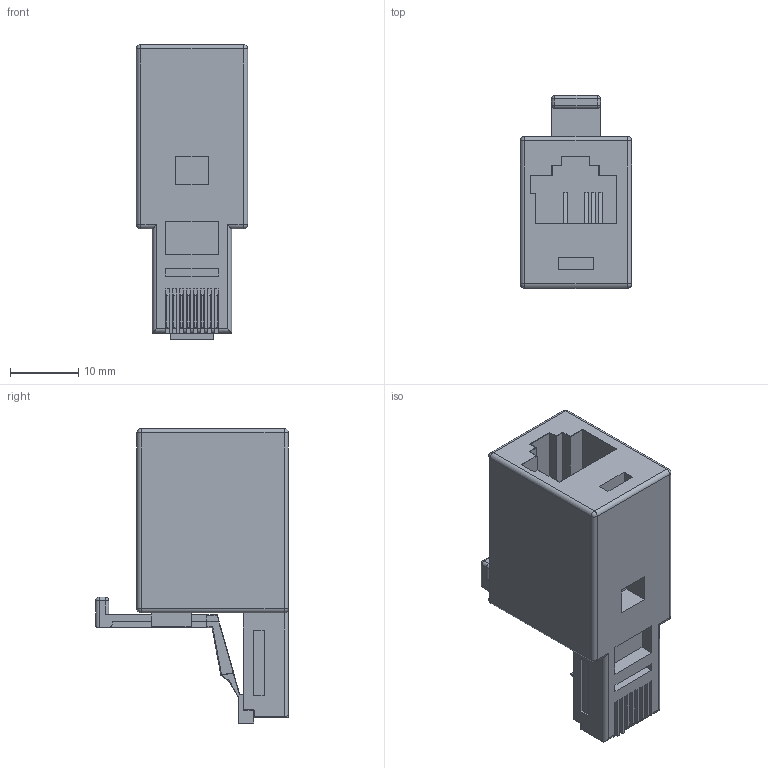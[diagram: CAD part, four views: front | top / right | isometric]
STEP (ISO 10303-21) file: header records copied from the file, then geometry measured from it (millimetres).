
FILE_DESCRIPTION (( 'STEP AP203' ), '1' );
FILE_NAME ('EC535D-10X.STEP', '2006-06-30T20:16:49', ( ' ' ), ( ' ' ), 'SwSTEP 2.0', 'SolidWorks 2005354', '' );
FILE_SCHEMA (( 'CONFIG_CONTROL_DESIGN' ));
Length unit declared in the file: inch
Products named in the file (3): EC535D-10X; EC503-448 PLUNGER
Assembly tree (2 placements, depth 2):
  EC535D-10X
    EC535D-10X
    EC503-448 PLUNGER
Bounding box: 16.26 x 28.19 x 43.08 mm (x, y, z)
Volume: 9830.9 mm3; surface area: 5169.6 mm2
Topology: 2 solids, 2 shells, 334 faces, 860 edges, 527 vertices
Faces by surface type: plane 202, cylinder 105, sphere 15, bspline 8, torus 4
Entity records: 10685 total; most frequent: CARTESIAN_POINT 2474, ORIENTED_EDGE 1680, DIRECTION 1580, EDGE_CURVE 840, VECTOR 646, LINE 646, VERTEX_POINT 527, AXIS2_PLACEMENT_3D 467
